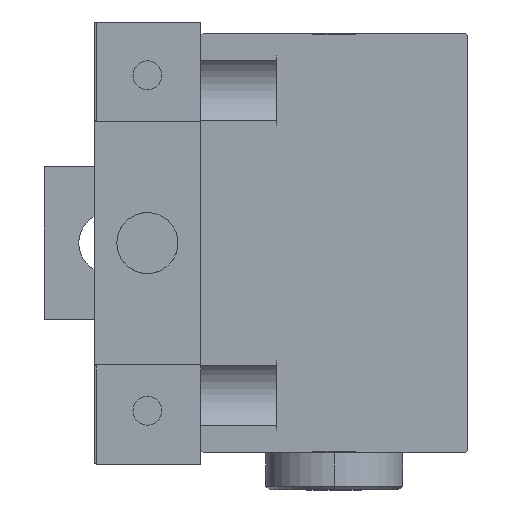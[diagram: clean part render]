
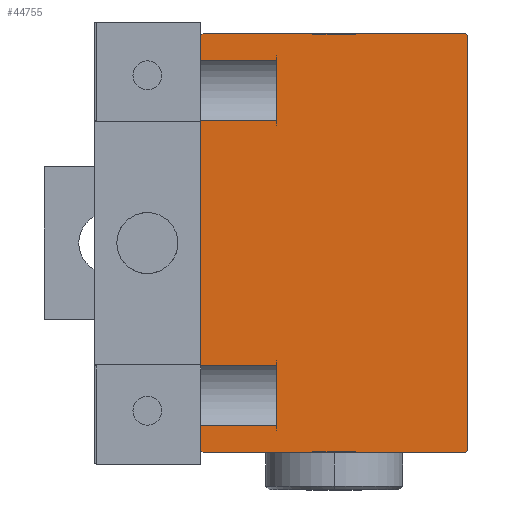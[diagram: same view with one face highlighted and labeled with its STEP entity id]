
A CAD part, left-side view. The second image highlights one B-rep face of the part: STEP entity #44755.
In plain terms, the highlighted face is planar.
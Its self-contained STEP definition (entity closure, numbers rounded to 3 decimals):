
#1294 = DIRECTION ( 'NONE',  ( 0., -0.707, 0.707 ) ) ;
#1392 = CARTESIAN_POINT ( 'NONE',  ( 56., -17.5, 27.5 ) ) ;
#1498 = DIRECTION ( 'NONE',  ( 0., 0., -1. ) ) ;
#2003 = VECTOR ( 'NONE', #1294, 1000. ) ;
#2444 = VERTEX_POINT ( 'NONE', #23452 ) ;
#2654 = DIRECTION ( 'NONE',  ( 0., -1., 0. ) ) ;
#2839 = ORIENTED_EDGE ( 'NONE', *, *, #39208, .F. ) ;
#2905 = LINE ( 'NONE', #26567, #34205 ) ;
#3189 = ORIENTED_EDGE ( 'NONE', *, *, #31093, .T. ) ;
#3982 = ORIENTED_EDGE ( 'NONE', *, *, #15305, .T. ) ;
#4231 = EDGE_CURVE ( 'NONE', #19979, #12128, #32451, .T. ) ;
#4749 = VERTEX_POINT ( 'NONE', #49769 ) ;
#4917 = VERTEX_POINT ( 'NONE', #32497 ) ;
#4952 = VECTOR ( 'NONE', #38410, 1000. ) ;
#5972 = EDGE_CURVE ( 'NONE', #39319, #37731, #21935, .T. ) ;
#6059 = EDGE_LOOP ( 'NONE', ( #28633, #3982, #10741, #23499, #22696, #7553, #18173, #26091, #3189, #24062, #16984, #46569, #35880, #2839, #28229, #24965 ) ) ;
#6287 = LINE ( 'NONE', #49231, #30321 ) ;
#7319 = CARTESIAN_POINT ( 'NONE',  ( 56., -7.5, -23.913 ) ) ;
#7431 = LINE ( 'NONE', #18663, #45022 ) ;
#7553 = ORIENTED_EDGE ( 'NONE', *, *, #44477, .T. ) ;
#7693 = PLANE ( 'NONE',  #25354 ) ;
#8853 = CARTESIAN_POINT ( 'NONE',  ( 56., -17.2, 27.5 ) ) ;
#9964 = VERTEX_POINT ( 'NONE', #42146 ) ;
#10611 = DIRECTION ( 'NONE',  ( 0., -1., 0. ) ) ;
#10698 = VERTEX_POINT ( 'NONE', #26441 ) ;
#10741 = ORIENTED_EDGE ( 'NONE', *, *, #34044, .T. ) ;
#11102 = LINE ( 'NONE', #22572, #4952 ) ;
#12128 = VERTEX_POINT ( 'NONE', #36159 ) ;
#12501 = CARTESIAN_POINT ( 'NONE',  ( 56., -7.5, 16.087 ) ) ;
#12688 = CARTESIAN_POINT ( 'NONE',  ( 56., -7.5, 0. ) ) ;
#13457 = CARTESIAN_POINT ( 'NONE',  ( 56., -22.35, 22.35 ) ) ;
#14153 = LINE ( 'NONE', #30776, #49197 ) ;
#14198 = VECTOR ( 'NONE', #44264, 1000. ) ;
#14269 = LINE ( 'NONE', #29867, #50773 ) ;
#15305 = EDGE_CURVE ( 'NONE', #2444, #10698, #24433, .T. ) ;
#15516 = DIRECTION ( 'NONE',  ( 0., 0., -1. ) ) ;
#15921 = VECTOR ( 'NONE', #28817, 1000. ) ;
#16156 = CARTESIAN_POINT ( 'NONE',  ( 56., -17.5, 27.2 ) ) ;
#16430 = VECTOR ( 'NONE', #1498, 1000. ) ;
#16984 = ORIENTED_EDGE ( 'NONE', *, *, #48333, .T. ) ;
#17346 = EDGE_CURVE ( 'NONE', #9964, #2444, #14153, .T. ) ;
#18173 = ORIENTED_EDGE ( 'NONE', *, *, #5972, .T. ) ;
#18207 = VECTOR ( 'NONE', #25827, 1000. ) ;
#18663 = CARTESIAN_POINT ( 'NONE',  ( 56., 17.5, -27.5 ) ) ;
#18961 = VERTEX_POINT ( 'NONE', #48620 ) ;
#19979 = VERTEX_POINT ( 'NONE', #35493 ) ;
#20584 = VERTEX_POINT ( 'NONE', #49724 ) ;
#20791 = VECTOR ( 'NONE', #29134, 1000. ) ;
#21359 = EDGE_CURVE ( 'NONE', #27570, #4749, #41962, .T. ) ;
#21935 = LINE ( 'NONE', #50524, #18207 ) ;
#22228 = CARTESIAN_POINT ( 'NONE',  ( 56., -17.5, 27.5 ) ) ;
#22441 = DIRECTION ( 'NONE',  ( 0., -1., 0. ) ) ;
#22572 = CARTESIAN_POINT ( 'NONE',  ( 56., -22.35, -22.35 ) ) ;
#22696 = ORIENTED_EDGE ( 'NONE', *, *, #33135, .T. ) ;
#23452 = CARTESIAN_POINT ( 'NONE',  ( 56., 17.2, -27.5 ) ) ;
#23499 = ORIENTED_EDGE ( 'NONE', *, *, #38496, .T. ) ;
#23550 = EDGE_CURVE ( 'NONE', #18961, #37731, #6287, .T. ) ;
#24062 = ORIENTED_EDGE ( 'NONE', *, *, #26991, .F. ) ;
#24225 = CARTESIAN_POINT ( 'NONE',  ( 56., 17.5, 27.2 ) ) ;
#24230 = LINE ( 'NONE', #12501, #20791 ) ;
#24433 = LINE ( 'NONE', #36367, #15921 ) ;
#24965 = ORIENTED_EDGE ( 'NONE', *, *, #26122, .T. ) ;
#25354 = AXIS2_PLACEMENT_3D ( 'NONE', #39167, #31121, #15516 ) ;
#25827 = DIRECTION ( 'NONE',  ( 0., 0., -1. ) ) ;
#26091 = ORIENTED_EDGE ( 'NONE', *, *, #23550, .F. ) ;
#26122 = EDGE_CURVE ( 'NONE', #4749, #9964, #11102, .T. ) ;
#26180 = VECTOR ( 'NONE', #44391, 1000. ) ;
#26269 = LINE ( 'NONE', #33555, #2003 ) ;
#26441 = CARTESIAN_POINT ( 'NONE',  ( 56., 17.5, -27.2 ) ) ;
#26567 = CARTESIAN_POINT ( 'NONE',  ( 56., 17.5, 27.5 ) ) ;
#26991 = EDGE_CURVE ( 'NONE', #4917, #27882, #24230, .T. ) ;
#27108 = LINE ( 'NONE', #7319, #39402 ) ;
#27570 = VERTEX_POINT ( 'NONE', #33376 ) ;
#27755 = VECTOR ( 'NONE', #38064, 1000. ) ;
#27882 = VERTEX_POINT ( 'NONE', #33313 ) ;
#27971 = FACE_OUTER_BOUND ( 'NONE', #6059, .T. ) ;
#28229 = ORIENTED_EDGE ( 'NONE', *, *, #21359, .T. ) ;
#28426 = EDGE_CURVE ( 'NONE', #19979, #32737, #14269, .T. ) ;
#28633 = ORIENTED_EDGE ( 'NONE', *, *, #17346, .T. ) ;
#28729 = DIRECTION ( 'NONE',  ( 0., 0., 1. ) ) ;
#28817 = DIRECTION ( 'NONE',  ( 0., 0.707, 0.707 ) ) ;
#29134 = DIRECTION ( 'NONE',  ( 0., 1., 0. ) ) ;
#29867 = CARTESIAN_POINT ( 'NONE',  ( 56., -7.5, -16.087 ) ) ;
#30321 = VECTOR ( 'NONE', #22441, 1000. ) ;
#30776 = CARTESIAN_POINT ( 'NONE',  ( 56., -17.5, -27.5 ) ) ;
#31093 = EDGE_CURVE ( 'NONE', #18961, #27882, #40602, .T. ) ;
#31121 = DIRECTION ( 'NONE',  ( 1., 0., 0. ) ) ;
#32062 = CARTESIAN_POINT ( 'NONE',  ( 56., -7.5, 0. ) ) ;
#32438 = LINE ( 'NONE', #13457, #26180 ) ;
#32451 = LINE ( 'NONE', #12688, #16430 ) ;
#32497 = CARTESIAN_POINT ( 'NONE',  ( 56., -17.5, 16.087 ) ) ;
#32737 = VERTEX_POINT ( 'NONE', #42865 ) ;
#33135 = EDGE_CURVE ( 'NONE', #20584, #50505, #2905, .T. ) ;
#33313 = CARTESIAN_POINT ( 'NONE',  ( 56., -7.5, 16.087 ) ) ;
#33376 = CARTESIAN_POINT ( 'NONE',  ( 56., -17.5, -23.913 ) ) ;
#33555 = CARTESIAN_POINT ( 'NONE',  ( 56., 22.35, 22.35 ) ) ;
#33654 = LINE ( 'NONE', #1392, #37961 ) ;
#34044 = EDGE_CURVE ( 'NONE', #10698, #42304, #7431, .T. ) ;
#34205 = VECTOR ( 'NONE', #2654, 1000. ) ;
#34424 = DIRECTION ( 'NONE',  ( 0., 1., 0. ) ) ;
#35493 = CARTESIAN_POINT ( 'NONE',  ( 56., -7.5, -16.087 ) ) ;
#35880 = ORIENTED_EDGE ( 'NONE', *, *, #4231, .T. ) ;
#36159 = CARTESIAN_POINT ( 'NONE',  ( 56., -7.5, -23.913 ) ) ;
#36367 = CARTESIAN_POINT ( 'NONE',  ( 56., 22.35, -22.35 ) ) ;
#37039 = CARTESIAN_POINT ( 'NONE',  ( 56., -17.5, 23.913 ) ) ;
#37731 = VERTEX_POINT ( 'NONE', #37039 ) ;
#37961 = VECTOR ( 'NONE', #45085, 1000. ) ;
#38064 = DIRECTION ( 'NONE',  ( 0., 0., -1. ) ) ;
#38410 = DIRECTION ( 'NONE',  ( 0., 0.707, -0.707 ) ) ;
#38496 = EDGE_CURVE ( 'NONE', #42304, #20584, #26269, .T. ) ;
#39167 = CARTESIAN_POINT ( 'NONE',  ( 56., 0., 0. ) ) ;
#39208 = EDGE_CURVE ( 'NONE', #27570, #12128, #27108, .T. ) ;
#39319 = VERTEX_POINT ( 'NONE', #16156 ) ;
#39402 = VECTOR ( 'NONE', #43465, 1000. ) ;
#40602 = LINE ( 'NONE', #32062, #14198 ) ;
#41962 = LINE ( 'NONE', #22228, #27755 ) ;
#42146 = CARTESIAN_POINT ( 'NONE',  ( 56., -17.2, -27.5 ) ) ;
#42304 = VERTEX_POINT ( 'NONE', #24225 ) ;
#42865 = CARTESIAN_POINT ( 'NONE',  ( 56., -17.5, -16.087 ) ) ;
#43465 = DIRECTION ( 'NONE',  ( 0., 1., 0. ) ) ;
#44264 = DIRECTION ( 'NONE',  ( 0., 0., -1. ) ) ;
#44391 = DIRECTION ( 'NONE',  ( 0., -0.707, -0.707 ) ) ;
#44477 = EDGE_CURVE ( 'NONE', #50505, #39319, #32438, .T. ) ;
#44755 = ADVANCED_FACE ( 'NONE', ( #27971 ), #7693, .T. ) ;
#45022 = VECTOR ( 'NONE', #28729, 1000. ) ;
#45085 = DIRECTION ( 'NONE',  ( 0., 0., -1. ) ) ;
#46569 = ORIENTED_EDGE ( 'NONE', *, *, #28426, .F. ) ;
#48333 = EDGE_CURVE ( 'NONE', #4917, #32737, #33654, .T. ) ;
#48620 = CARTESIAN_POINT ( 'NONE',  ( 56., -7.5, 23.913 ) ) ;
#49197 = VECTOR ( 'NONE', #34424, 1000. ) ;
#49231 = CARTESIAN_POINT ( 'NONE',  ( 56., -7.5, 23.913 ) ) ;
#49724 = CARTESIAN_POINT ( 'NONE',  ( 56., 17.2, 27.5 ) ) ;
#49769 = CARTESIAN_POINT ( 'NONE',  ( 56., -17.5, -27.2 ) ) ;
#50505 = VERTEX_POINT ( 'NONE', #8853 ) ;
#50524 = CARTESIAN_POINT ( 'NONE',  ( 56., -17.5, 27.5 ) ) ;
#50773 = VECTOR ( 'NONE', #10611, 1000. ) ;
